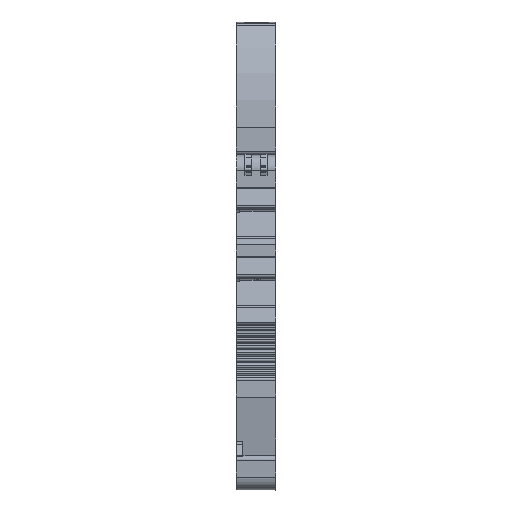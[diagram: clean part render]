
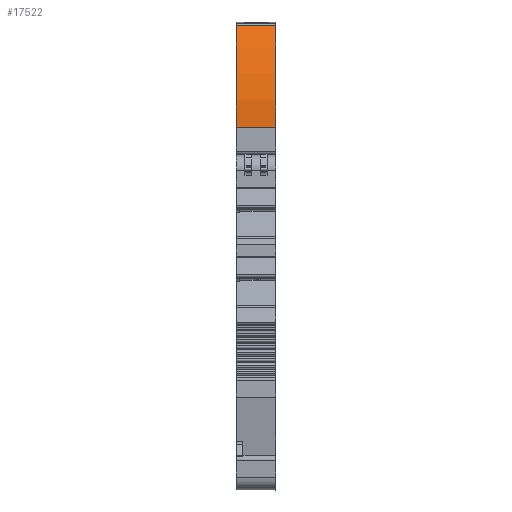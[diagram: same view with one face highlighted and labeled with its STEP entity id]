
A CAD part, front view. The second image highlights one B-rep face of the part: STEP entity #17522.
In plain terms, the highlighted cylindrical face has radius 24.376 mm (diameter 48.752 mm), a partial arc.
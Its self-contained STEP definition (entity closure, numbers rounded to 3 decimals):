
#202=CIRCLE('',#18278,24.376);
#339=CIRCLE('',#18416,24.376);
#1110=LINE('',#23564,#2488);
#1113=LINE('',#23570,#2491);
#2488=VECTOR('',#19709,1000.);
#2491=VECTOR('',#19714,1000.);
#4335=ORIENTED_EDGE('',*,*,#8168,.F.);
#4336=ORIENTED_EDGE('',*,*,#7897,.T.);
#4337=ORIENTED_EDGE('',*,*,#7906,.T.);
#4338=ORIENTED_EDGE('',*,*,#7894,.F.);
#7894=EDGE_CURVE('',#9827,#9826,#1110,.T.);
#7897=EDGE_CURVE('',#9828,#9829,#1113,.T.);
#7906=EDGE_CURVE('',#9829,#9826,#202,.T.);
#8168=EDGE_CURVE('',#9828,#9827,#339,.T.);
#9826=VERTEX_POINT('',#23561);
#9827=VERTEX_POINT('',#23563);
#9828=VERTEX_POINT('',#23567);
#9829=VERTEX_POINT('',#23569);
#11125=EDGE_LOOP('',(#4335,#4336,#4337,#4338));
#11819=FACE_BOUND('',#11125,.T.);
#12487=CYLINDRICAL_SURFACE('',#18415,24.376);
#17522=ADVANCED_FACE('',(#11819),#12487,.T.);
#18278=AXIS2_PLACEMENT_3D('',#23588,#19739,#19740);
#18415=AXIS2_PLACEMENT_3D('',#24106,#20138,#20139);
#18416=AXIS2_PLACEMENT_3D('',#24107,#20140,#20141);
#19709=DIRECTION('',(1.,0.,0.));
#19714=DIRECTION('',(1.,0.,0.));
#19739=DIRECTION('',(-1.,0.,0.));
#19740=DIRECTION('',(0.,-0.007,1.));
#20138=DIRECTION('',(1.,0.,0.));
#20139=DIRECTION('',(0.,0.007,-1.));
#20140=DIRECTION('',(-1.,0.,0.));
#20141=DIRECTION('',(0.,-0.007,1.));
#23561=CARTESIAN_POINT('',(3.237,35.85,61.286));
#23563=CARTESIAN_POINT('',(-2.763,35.85,61.286));
#23564=CARTESIAN_POINT('',(-42.867,35.85,61.286));
#23567=CARTESIAN_POINT('',(-2.763,30.299,45.626));
#23569=CARTESIAN_POINT('',(3.237,30.299,45.626));
#23570=CARTESIAN_POINT('',(-42.867,30.299,45.626));
#23588=CARTESIAN_POINT('',(3.237,54.675,45.799));
#24106=CARTESIAN_POINT('',(-42.867,54.675,45.799));
#24107=CARTESIAN_POINT('',(-2.763,54.675,45.799));
